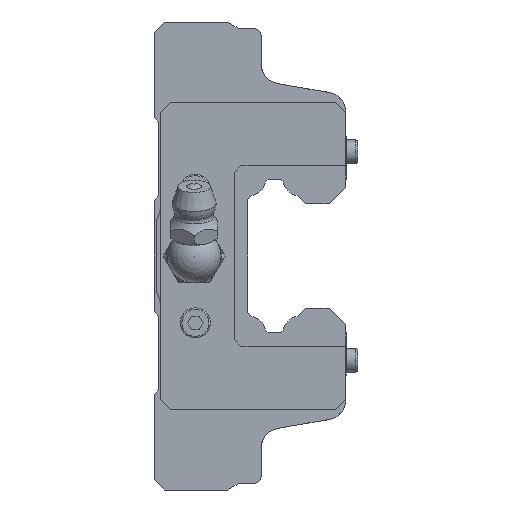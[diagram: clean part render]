
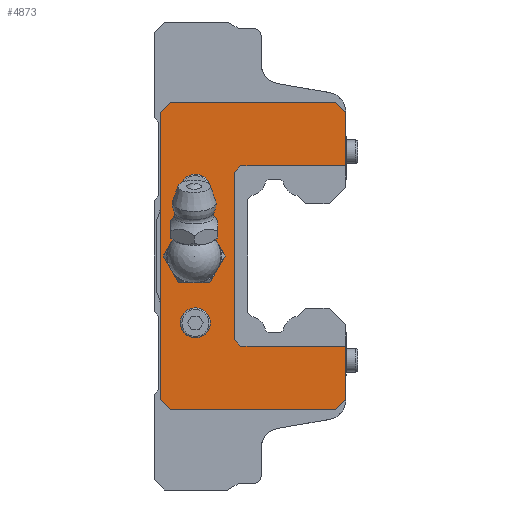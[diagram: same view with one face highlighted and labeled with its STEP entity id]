
A CAD part, left-side view. The second image highlights one B-rep face of the part: STEP entity #4873.
In plain terms, the highlighted planar face has unit normal (-1, 0, 0).
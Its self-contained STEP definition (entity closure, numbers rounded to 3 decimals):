
#80=LINE('',#7062,#578);
#87=LINE('',#7077,#585);
#116=LINE('',#7138,#614);
#132=LINE('',#7171,#630);
#165=LINE('',#7237,#663);
#199=LINE('',#7310,#697);
#209=LINE('',#7331,#707);
#430=LINE('',#8026,#928);
#431=LINE('',#8028,#929);
#447=LINE('',#8092,#945);
#448=LINE('',#8095,#946);
#449=LINE('',#8096,#947);
#450=LINE('',#8098,#948);
#451=LINE('',#8100,#949);
#578=VECTOR('',#5593,1000.);
#585=VECTOR('',#5606,1000.);
#614=VECTOR('',#5649,1000.);
#630=VECTOR('',#5669,1000.);
#663=VECTOR('',#5724,1000.);
#697=VECTOR('',#5772,1000.);
#707=VECTOR('',#5784,1000.);
#928=VECTOR('',#6353,1000.);
#929=VECTOR('',#6356,1000.);
#945=VECTOR('',#6432,1000.);
#946=VECTOR('',#6433,1000.);
#947=VECTOR('',#6434,1000.);
#948=VECTOR('',#6435,1000.);
#949=VECTOR('',#6436,1000.);
#1162=PLANE('',#5297);
#1404=CIRCLE('',#5298,3.);
#1405=CIRCLE('',#5299,2.25);
#1406=CIRCLE('',#5300,2.25);
#2420=ORIENTED_EDGE('',*,*,#3339,.T.);
#2421=ORIENTED_EDGE('',*,*,#3340,.F.);
#2422=ORIENTED_EDGE('',*,*,#3341,.F.);
#2423=ORIENTED_EDGE('',*,*,#3342,.T.);
#2424=ORIENTED_EDGE('',*,*,#3343,.T.);
#2425=ORIENTED_EDGE('',*,*,#2992,.F.);
#2426=ORIENTED_EDGE('',*,*,#3311,.T.);
#2427=ORIENTED_EDGE('',*,*,#2875,.F.);
#2428=ORIENTED_EDGE('',*,*,#2867,.F.);
#2429=ORIENTED_EDGE('',*,*,#2956,.F.);
#2430=ORIENTED_EDGE('',*,*,#2905,.F.);
#2431=ORIENTED_EDGE('',*,*,#2921,.F.);
#2432=ORIENTED_EDGE('',*,*,#3312,.T.);
#2433=ORIENTED_EDGE('',*,*,#3002,.F.);
#2434=ORIENTED_EDGE('',*,*,#3344,.T.);
#2435=ORIENTED_EDGE('',*,*,#3345,.T.);
#2436=ORIENTED_EDGE('',*,*,#3346,.T.);
#2867=EDGE_CURVE('',#3518,#3519,#80,.T.);
#2875=EDGE_CURVE('',#3519,#3524,#87,.T.);
#2905=EDGE_CURVE('',#3548,#3549,#116,.T.);
#2921=EDGE_CURVE('',#3563,#3548,#132,.T.);
#2956=EDGE_CURVE('',#3549,#3518,#165,.T.);
#2992=EDGE_CURVE('',#3617,#3618,#199,.T.);
#3002=EDGE_CURVE('',#3627,#3628,#209,.T.);
#3311=EDGE_CURVE('',#3617,#3524,#430,.T.);
#3312=EDGE_CURVE('',#3563,#3628,#431,.T.);
#3339=EDGE_CURVE('',#3859,#3859,#1404,.T.);
#3340=EDGE_CURVE('',#3860,#3860,#1405,.F.);
#3341=EDGE_CURVE('',#3861,#3861,#1406,.F.);
#3342=EDGE_CURVE('',#3862,#3863,#447,.T.);
#3343=EDGE_CURVE('',#3863,#3618,#448,.T.);
#3344=EDGE_CURVE('',#3627,#3864,#449,.T.);
#3345=EDGE_CURVE('',#3864,#3865,#450,.T.);
#3346=EDGE_CURVE('',#3865,#3862,#451,.T.);
#3518=VERTEX_POINT('',#7061);
#3519=VERTEX_POINT('',#7063);
#3524=VERTEX_POINT('',#7078);
#3548=VERTEX_POINT('',#7137);
#3549=VERTEX_POINT('',#7139);
#3563=VERTEX_POINT('',#7170);
#3617=VERTEX_POINT('',#7309);
#3618=VERTEX_POINT('',#7311);
#3627=VERTEX_POINT('',#7330);
#3628=VERTEX_POINT('',#7332);
#3859=VERTEX_POINT('',#8087);
#3860=VERTEX_POINT('',#8089);
#3861=VERTEX_POINT('',#8091);
#3862=VERTEX_POINT('',#8093);
#3863=VERTEX_POINT('',#8094);
#3864=VERTEX_POINT('',#8097);
#3865=VERTEX_POINT('',#8099);
#4186=EDGE_LOOP('',(#2420));
#4187=EDGE_LOOP('',(#2421));
#4188=EDGE_LOOP('',(#2422));
#4189=EDGE_LOOP('',(#2423,#2424,#2425,#2426,#2427,#2428,#2429,#2430,#2431,
#2432,#2433,#2434,#2435,#2436));
#4541=FACE_BOUND('',#4186,.T.);
#4542=FACE_BOUND('',#4187,.T.);
#4543=FACE_BOUND('',#4188,.T.);
#4544=FACE_BOUND('',#4189,.T.);
#4873=ADVANCED_FACE('',(#4541,#4542,#4543,#4544),#1162,.F.);
#5297=AXIS2_PLACEMENT_3D('',#8085,#6424,#6425);
#5298=AXIS2_PLACEMENT_3D('',#8086,#6426,#6427);
#5299=AXIS2_PLACEMENT_3D('',#8088,#6428,#6429);
#5300=AXIS2_PLACEMENT_3D('',#8090,#6430,#6431);
#5593=DIRECTION('',(0.,-0.707,0.707));
#5606=DIRECTION('',(0.,-1.,0.));
#5649=DIRECTION('',(0.,0.707,0.707));
#5669=DIRECTION('',(0.,1.,0.));
#5724=DIRECTION('',(0.,0.,1.));
#5772=DIRECTION('',(0.,0.,-1.));
#5784=DIRECTION('',(0.,0.,-1.));
#6353=DIRECTION('',(0.,0.707,0.707));
#6356=DIRECTION('',(0.,-0.707,0.707));
#6424=DIRECTION('',(1.,0.,0.));
#6425=DIRECTION('',(0.,0.,-1.));
#6426=DIRECTION('',(1.,0.,0.));
#6427=DIRECTION('',(0.,0.,-1.));
#6428=DIRECTION('',(1.,0.,0.));
#6429=DIRECTION('',(0.,0.,-1.));
#6430=DIRECTION('',(1.,0.,0.));
#6431=DIRECTION('',(0.,0.,-1.));
#6432=DIRECTION('',(0.,-0.707,0.707));
#6433=DIRECTION('',(0.,-1.,0.));
#6434=DIRECTION('',(0.,1.,0.));
#6435=DIRECTION('',(0.,0.707,0.707));
#6436=DIRECTION('',(0.,0.,1.));
#7061=CARTESIAN_POINT('',(-49.1,29.5,21.5));
#7062=CARTESIAN_POINT('',(-49.1,29.5,21.5));
#7063=CARTESIAN_POINT('',(-49.1,28.,23.));
#7077=CARTESIAN_POINT('',(-49.1,30.5,23.));
#7078=CARTESIAN_POINT('',(-49.1,3.317,23.));
#7137=CARTESIAN_POINT('',(-49.1,28.,-23.));
#7138=CARTESIAN_POINT('',(-49.1,28.,-23.));
#7139=CARTESIAN_POINT('',(-49.1,29.5,-21.5));
#7170=CARTESIAN_POINT('',(-49.1,3.317,-23.));
#7171=CARTESIAN_POINT('',(-49.1,0.,-23.));
#7237=CARTESIAN_POINT('',(-49.1,29.5,-21.5));
#7309=CARTESIAN_POINT('',(-49.1,1.817,21.5));
#7310=CARTESIAN_POINT('',(-49.1,1.817,-17.8));
#7311=CARTESIAN_POINT('',(-49.1,1.817,13.5));
#7330=CARTESIAN_POINT('',(-49.1,1.817,-13.5));
#7331=CARTESIAN_POINT('',(-49.1,1.817,-17.8));
#7332=CARTESIAN_POINT('',(-49.1,1.817,-21.5));
#8026=CARTESIAN_POINT('',(-49.1,3.317,23.));
#8028=CARTESIAN_POINT('',(-49.1,1.817,-21.5));
#8085=CARTESIAN_POINT('',(-49.1,0.,0.));
#8086=CARTESIAN_POINT('',(-49.1,24.5,0.));
#8087=CARTESIAN_POINT('',(-49.1,24.5,-3.));
#8088=CARTESIAN_POINT('',(-49.1,24.317,10.));
#8089=CARTESIAN_POINT('',(-49.1,24.317,7.75));
#8090=CARTESIAN_POINT('',(-49.1,24.317,-10.));
#8091=CARTESIAN_POINT('',(-49.1,24.317,-12.25));
#8092=CARTESIAN_POINT('',(-49.1,18.5,12.5));
#8093=CARTESIAN_POINT('',(-49.1,18.5,12.5));
#8094=CARTESIAN_POINT('',(-49.1,17.5,13.5));
#8095=CARTESIAN_POINT('',(-49.1,17.5,13.5));
#8096=CARTESIAN_POINT('',(-49.1,1.817,-13.5));
#8097=CARTESIAN_POINT('',(-49.1,17.5,-13.5));
#8098=CARTESIAN_POINT('',(-49.1,17.5,-13.5));
#8099=CARTESIAN_POINT('',(-49.1,18.5,-12.5));
#8100=CARTESIAN_POINT('',(-49.1,18.5,-12.5));
